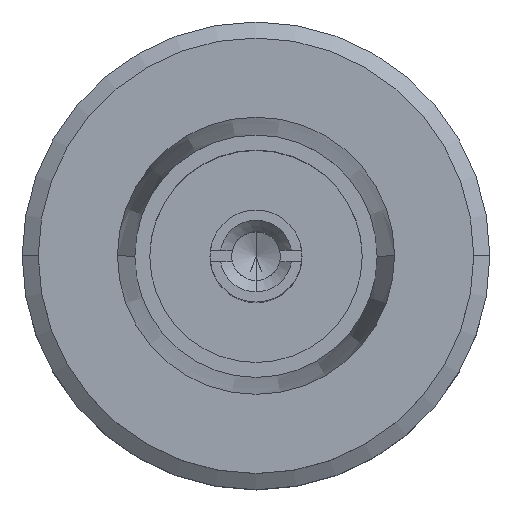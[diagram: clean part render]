
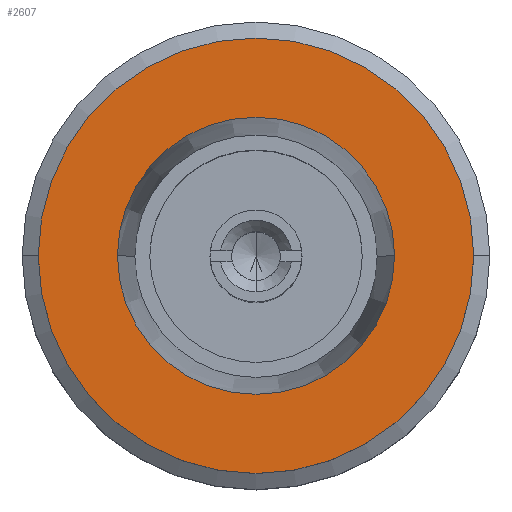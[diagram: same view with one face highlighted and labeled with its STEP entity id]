
A CAD part, top view. The second image highlights one B-rep face of the part: STEP entity #2607.
In plain terms, the highlighted planar face has unit normal (0, 0, 1).
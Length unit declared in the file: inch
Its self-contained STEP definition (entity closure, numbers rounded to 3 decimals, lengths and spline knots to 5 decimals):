
#313 = VERTEX_POINT ( 'NONE', #3621 ) ;
#1101 = EDGE_CURVE ( 'NONE', #313, #1285, #4469, .T. ) ;
#1111 = EDGE_CURVE ( 'NONE', #2212, #2213, #1244, .T. ) ;
#1238 = AXIS2_PLACEMENT_3D ( 'NONE', #3830, #3831, #3832 ) ;
#1244 = CIRCLE ( 'NONE', #1238, 0.18073 ) ;
#1285 = VERTEX_POINT ( 'NONE', #4049 ) ;
#1355 = AXIS2_PLACEMENT_3D ( 'NONE', #2134, #2135, #2136 ) ;
#1394 = CIRCLE ( 'NONE', #1355, 0.284 ) ;
#1761 = EDGE_CURVE ( 'NONE', #1285, #313, #1394, .T. ) ;
#2134 = CARTESIAN_POINT ( 'NONE',  ( 0., 0., 1.73 ) ) ;
#2135 = DIRECTION ( 'NONE',  ( 0., 0., -1. ) ) ;
#2136 = DIRECTION ( 'NONE',  ( -1., 0., 0. ) ) ;
#2212 = VERTEX_POINT ( 'NONE', #4959 ) ;
#2213 = VERTEX_POINT ( 'NONE', #4960 ) ;
#2607 = ADVANCED_FACE ( 'NONE', ( #4602, #4603 ), #4604, .F. ) ;
#2650 = EDGE_CURVE ( 'NONE', #2213, #2212, #2852, .T. ) ;
#2847 = AXIS2_PLACEMENT_3D ( 'NONE', #4778, #4779, #4780 ) ;
#2852 = CIRCLE ( 'NONE', #2847, 0.18073 ) ;
#2956 = ORIENTED_EDGE ( 'NONE', *, *, #1111, .T. ) ;
#3060 = ORIENTED_EDGE ( 'NONE', *, *, #2650, .T. ) ;
#3061 = ORIENTED_EDGE ( 'NONE', *, *, #1761, .F. ) ;
#3080 = ORIENTED_EDGE ( 'NONE', *, *, #1101, .F. ) ;
#3135 = EDGE_LOOP ( 'NONE', ( #3060, #2956 ) ) ;
#3136 = EDGE_LOOP ( 'NONE', ( #3061, #3080 ) ) ;
#3621 = CARTESIAN_POINT ( 'NONE',  ( 0.284, 0., 1.73 ) ) ;
#3801 = CARTESIAN_POINT ( 'NONE',  ( 0., 0., 1.73 ) ) ;
#3802 = DIRECTION ( 'NONE',  ( 0., 0., -1. ) ) ;
#3803 = DIRECTION ( 'NONE',  ( -1., 0., 0. ) ) ;
#3830 = CARTESIAN_POINT ( 'NONE',  ( 0., 0., 1.73 ) ) ;
#3831 = DIRECTION ( 'NONE',  ( 0., 0., -1. ) ) ;
#3832 = DIRECTION ( 'NONE',  ( -1., 0., 0. ) ) ;
#4049 = CARTESIAN_POINT ( 'NONE',  ( -0.284, 0., 1.73 ) ) ;
#4469 = CIRCLE ( 'NONE', #4493, 0.284 ) ;
#4493 = AXIS2_PLACEMENT_3D ( 'NONE', #3801, #3802, #3803 ) ;
#4599 = CARTESIAN_POINT ( 'NONE',  ( 0., 0.284, 1.73 ) ) ;
#4602 = FACE_OUTER_BOUND ( 'NONE', #3136, .T. ) ;
#4603 = FACE_BOUND ( 'NONE', #3135, .T. ) ;
#4604 = PLANE ( 'NONE',  #5235 ) ;
#4606 = DIRECTION ( 'NONE',  ( 0., 0., -1. ) ) ;
#4607 = DIRECTION ( 'NONE',  ( -1., 0., 0. ) ) ;
#4778 = CARTESIAN_POINT ( 'NONE',  ( 0., 0., 1.73 ) ) ;
#4779 = DIRECTION ( 'NONE',  ( 0., 0., -1. ) ) ;
#4780 = DIRECTION ( 'NONE',  ( -1., 0., 0. ) ) ;
#4959 = CARTESIAN_POINT ( 'NONE',  ( -0.18073, 0., 1.73 ) ) ;
#4960 = CARTESIAN_POINT ( 'NONE',  ( 0.18073, 0., 1.73 ) ) ;
#5235 = AXIS2_PLACEMENT_3D ( 'NONE', #4599, #4606, #4607 ) ;
